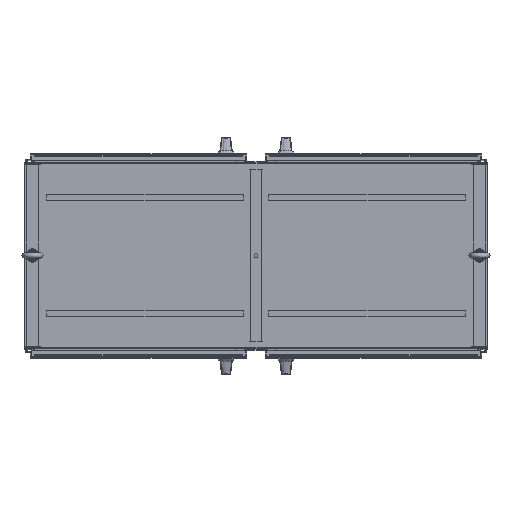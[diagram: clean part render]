
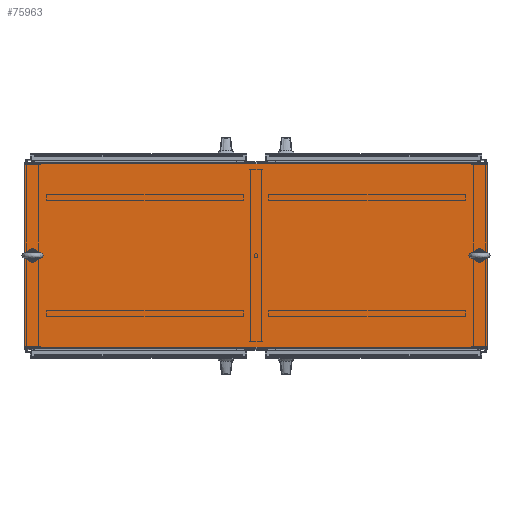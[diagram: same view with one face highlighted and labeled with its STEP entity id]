
A CAD part, top view. The second image highlights one B-rep face of the part: STEP entity #75963.
In plain terms, the highlighted planar face has unit normal (0, 0, 1).
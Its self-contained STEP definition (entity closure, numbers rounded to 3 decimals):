
#1965 = DIRECTION ( 'NONE',  ( 1., 0., 0. ) ) ;
#4000 = ORIENTED_EDGE ( 'NONE', *, *, #125041, .T. ) ;
#4862 = CARTESIAN_POINT ( 'NONE',  ( -23.935, -24.45, 36.03 ) ) ;
#9825 = EDGE_CURVE ( 'NONE', #162349, #18734, #190737, .T. ) ;
#11731 = CARTESIAN_POINT ( 'NONE',  ( 34.935, -12.563, 36.03 ) ) ;
#16187 = AXIS2_PLACEMENT_3D ( 'NONE', #130240, #177117, #1965 ) ;
#17352 = DIRECTION ( 'NONE',  ( 0., 0., -1. ) ) ;
#18734 = VERTEX_POINT ( 'NONE', #173256 ) ;
#24088 = EDGE_CURVE ( 'NONE', #18734, #28082, #187908, .T. ) ;
#25469 = FACE_OUTER_BOUND ( 'NONE', #66920, .T. ) ;
#26435 = CARTESIAN_POINT ( 'NONE',  ( -23.935, -0.533, 36.03 ) ) ;
#28082 = VERTEX_POINT ( 'NONE', #39650 ) ;
#28371 = ORIENTED_EDGE ( 'NONE', *, *, #78084, .T. ) ;
#39650 = CARTESIAN_POINT ( 'NONE',  ( -23.935, -24.45, 36.03 ) ) ;
#41530 = EDGE_LOOP ( 'NONE', ( #4000 ) ) ;
#45660 = CARTESIAN_POINT ( 'NONE',  ( 35.935, -24.593, 36.03 ) ) ;
#54174 = VECTOR ( 'NONE', #94812, 39.37 ) ;
#57441 = CIRCLE ( 'NONE', #79382, 0.375 ) ;
#58441 = LINE ( 'NONE', #45660, #146403 ) ;
#58944 = CIRCLE ( 'NONE', #177191, 0.375 ) ;
#59628 = CARTESIAN_POINT ( 'NONE',  ( 35.31, -12.563, 36.03 ) ) ;
#61421 = DIRECTION ( 'NONE',  ( 1., 0., 0. ) ) ;
#61971 = VECTOR ( 'NONE', #160394, 39.37 ) ;
#63785 = EDGE_LOOP ( 'NONE', ( #186647 ) ) ;
#66920 = EDGE_LOOP ( 'NONE', ( #91717, #28371, #158428, #149329 ) ) ;
#68557 = DIRECTION ( 'NONE',  ( 0., -1., 0. ) ) ;
#75963 = ADVANCED_FACE ( 'NONE', ( #25469, #85182, #160495 ), #144906, .T. ) ;
#78084 = EDGE_CURVE ( 'NONE', #28082, #171657, #181969, .T. ) ;
#79382 = AXIS2_PLACEMENT_3D ( 'NONE', #11731, #189828, #174140 ) ;
#85182 = FACE_BOUND ( 'NONE', #41530, .T. ) ;
#89354 = EDGE_CURVE ( 'NONE', #171657, #162349, #58441, .T. ) ;
#91717 = ORIENTED_EDGE ( 'NONE', *, *, #24088, .T. ) ;
#94812 = DIRECTION ( 'NONE',  ( 1., 0., 0. ) ) ;
#98980 = VECTOR ( 'NONE', #68557, 39.37 ) ;
#105340 = DIRECTION ( 'NONE',  ( 0., 1., 0. ) ) ;
#120532 = CARTESIAN_POINT ( 'NONE',  ( 35.935, -0.676, 36.03 ) ) ;
#125041 = EDGE_CURVE ( 'NONE', #128121, #128121, #58944, .T. ) ;
#128121 = VERTEX_POINT ( 'NONE', #167557 ) ;
#130240 = CARTESIAN_POINT ( 'NONE',  ( -23.935, -24.593, 36.03 ) ) ;
#131388 = EDGE_CURVE ( 'NONE', #167179, #167179, #57441, .T. ) ;
#135798 = CARTESIAN_POINT ( 'NONE',  ( -22.935, -12.563, 36.03 ) ) ;
#144906 = PLANE ( 'NONE',  #16187 ) ;
#146403 = VECTOR ( 'NONE', #105340, 39.37 ) ;
#146927 = CARTESIAN_POINT ( 'NONE',  ( 35.935, -24.45, 36.03 ) ) ;
#149329 = ORIENTED_EDGE ( 'NONE', *, *, #9825, .T. ) ;
#158428 = ORIENTED_EDGE ( 'NONE', *, *, #89354, .T. ) ;
#160394 = DIRECTION ( 'NONE',  ( -1., 0., 0. ) ) ;
#160495 = FACE_BOUND ( 'NONE', #63785, .T. ) ;
#162349 = VERTEX_POINT ( 'NONE', #120532 ) ;
#167179 = VERTEX_POINT ( 'NONE', #59628 ) ;
#167557 = CARTESIAN_POINT ( 'NONE',  ( -22.56, -12.563, 36.03 ) ) ;
#171657 = VERTEX_POINT ( 'NONE', #146927 ) ;
#173256 = CARTESIAN_POINT ( 'NONE',  ( -23.935, -0.676, 36.03 ) ) ;
#174140 = DIRECTION ( 'NONE',  ( 1., 0., 0. ) ) ;
#176040 = CARTESIAN_POINT ( 'NONE',  ( -23.935, -0.676, 36.03 ) ) ;
#177117 = DIRECTION ( 'NONE',  ( 0., 0., 1. ) ) ;
#177191 = AXIS2_PLACEMENT_3D ( 'NONE', #135798, #17352, #61421 ) ;
#181969 = LINE ( 'NONE', #4862, #54174 ) ;
#186647 = ORIENTED_EDGE ( 'NONE', *, *, #131388, .T. ) ;
#187908 = LINE ( 'NONE', #26435, #98980 ) ;
#189828 = DIRECTION ( 'NONE',  ( 0., 0., -1. ) ) ;
#190737 = LINE ( 'NONE', #176040, #61971 ) ;
